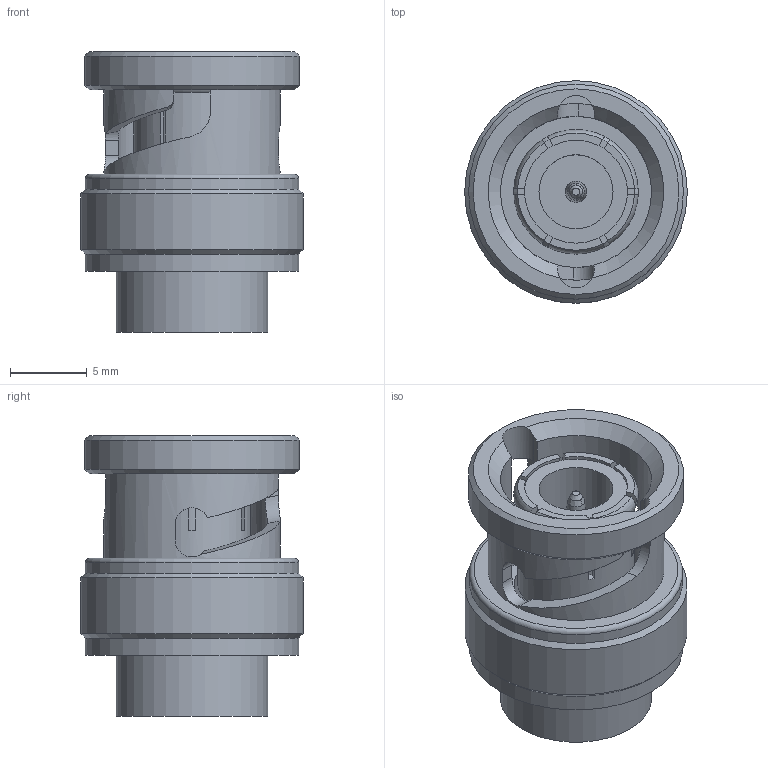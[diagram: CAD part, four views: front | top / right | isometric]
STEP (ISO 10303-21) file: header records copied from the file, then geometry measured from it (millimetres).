
FILE_DESCRIPTION(/* description */ (''),/* implementation_level */ '2;1');
FILE_NAME(/* name */ 'BNC-Male v3.step',/* time_stamp */ '2025-11-22T17:24:47-08:00',/* author */ (''),/* organization */ (''),/* preprocessor_version */ 'ST-DEVELOPER v20.1',/* originating_system */ 'Autodesk Translation Framework v14.21.0.0',/* authorisation */ '');
FILE_SCHEMA (('AUTOMOTIVE_DESIGN { 1 0 10303 214 3 1 1 }'));
Length unit declared in the file: millimetre
Products named in the file (1): BNC-Male
Bounding box: 14.5 x 14.5 x 18.3 mm (x, y, z)
Volume: 1746.8 mm3; surface area: 1658.7 mm2
Topology: 1 solids, 1 shells, 97 faces, 291 edges, 187 vertices
Faces by surface type: plane 43, cylinder 39, cone 9, bspline 4, torus 2
Full cylindrical faces by diameter (mm): 1.4 x1, 4.826 x1, 7.62 x1, 8.103 x1, 9.842 x1, 9.85 x1, 11.5 x1, 13.9 x2, 14 x1, 14.5 x1
Entity records: 3673 total; most frequent: CARTESIAN_POINT 970, ORIENTED_EDGE 582, DIRECTION 556, EDGE_CURVE 291, AXIS2_PLACEMENT_3D 217, VERTEX_POINT 187, LINE 122, VECTOR 122
